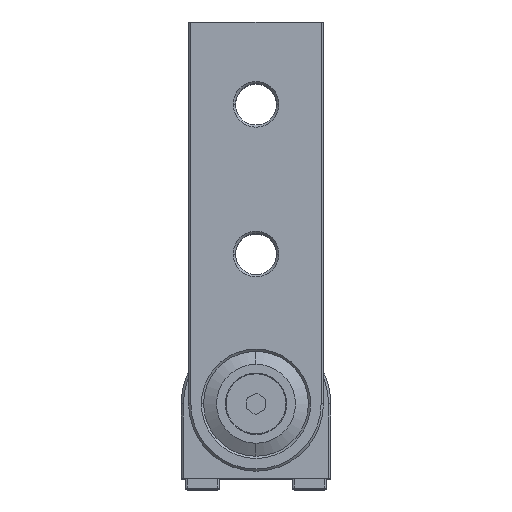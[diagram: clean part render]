
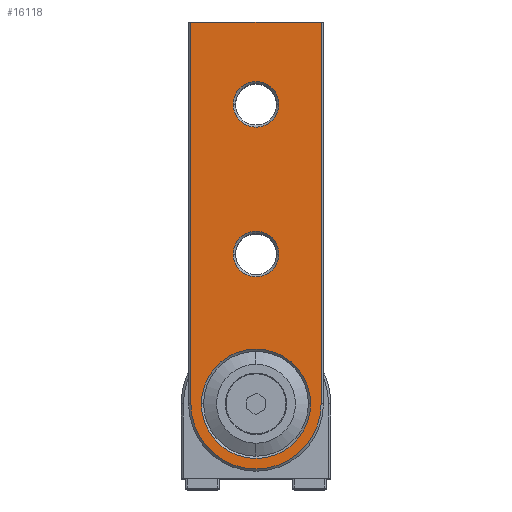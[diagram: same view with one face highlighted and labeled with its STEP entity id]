
A CAD part, top view. The second image highlights one B-rep face of the part: STEP entity #16118.
In plain terms, the highlighted planar face has unit normal (0, 0, 1).
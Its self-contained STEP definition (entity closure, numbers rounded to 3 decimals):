
#514 = CARTESIAN_POINT ( 'NONE',  ( -9., -51., 0. ) ) ;
#946 = EDGE_LOOP ( 'NONE', ( #10459, #12793, #7325, #8522 ) ) ;
#1196 = AXIS2_PLACEMENT_3D ( 'NONE', #6090, #16358, #7617 ) ;
#1315 = EDGE_CURVE ( 'NONE', #18188, #10662, #4047, .T. ) ;
#1432 = EDGE_CURVE ( 'NONE', #8685, #2260, #11252, .T. ) ;
#1563 = EDGE_CURVE ( 'NONE', #8767, #17005, #8934, .T. ) ;
#1638 = EDGE_CURVE ( 'NONE', #13494, #1791, #10985, .T. ) ;
#1679 = LINE ( 'NONE', #514, #13474 ) ;
#1694 = EDGE_CURVE ( 'NONE', #1791, #14739, #14833, .T. ) ;
#1791 = VERTEX_POINT ( 'NONE', #12383 ) ;
#1809 = EDGE_CURVE ( 'NONE', #14739, #17252, #1679, .T. ) ;
#1906 = CARTESIAN_POINT ( 'NONE',  ( 0., 0., 0. ) ) ;
#2056 = EDGE_CURVE ( 'NONE', #17252, #13494, #2390, .T. ) ;
#2260 = VERTEX_POINT ( 'NONE', #10573 ) ;
#2390 = LINE ( 'NONE', #4882, #5856 ) ;
#2951 = FACE_BOUND ( 'NONE', #16867, .T. ) ;
#3411 = DIRECTION ( 'NONE',  ( 1., 0., 0. ) ) ;
#3872 = CARTESIAN_POINT ( 'NONE',  ( 7.3, 0., 0. ) ) ;
#3873 = CARTESIAN_POINT ( 'NONE',  ( 0., 0., 0. ) ) ;
#4047 = CIRCLE ( 'NONE', #16385, 7.3 ) ;
#4149 = EDGE_LOOP ( 'NONE', ( #13754, #10162 ) ) ;
#4206 = CARTESIAN_POINT ( 'NONE',  ( -3.05, -40., 0. ) ) ;
#4882 = CARTESIAN_POINT ( 'NONE',  ( 8.7, 0., 0. ) ) ;
#5359 = DIRECTION ( 'NONE',  ( 1., 0., 0. ) ) ;
#5479 = AXIS2_PLACEMENT_3D ( 'NONE', #12646, #16984, #8258 ) ;
#5834 = DIRECTION ( 'NONE',  ( 0., 0., -1. ) ) ;
#5856 = VECTOR ( 'NONE', #6367, 1000. ) ;
#5885 = CARTESIAN_POINT ( 'NONE',  ( 0., -20., 0. ) ) ;
#5998 = ORIENTED_EDGE ( 'NONE', *, *, #17779, .T. ) ;
#6090 = CARTESIAN_POINT ( 'NONE',  ( 0., 0., 0. ) ) ;
#6329 = CARTESIAN_POINT ( 'NONE',  ( -8.7, -51., 0. ) ) ;
#6367 = DIRECTION ( 'NONE',  ( 0., 1., 0. ) ) ;
#6467 = DIRECTION ( 'NONE',  ( 1., 0., 0. ) ) ;
#6545 = VECTOR ( 'NONE', #8040, 1000. ) ;
#7325 = ORIENTED_EDGE ( 'NONE', *, *, #1809, .T. ) ;
#7412 = DIRECTION ( 'NONE',  ( 1., 0., 0. ) ) ;
#7617 = DIRECTION ( 'NONE',  ( 1., 0., 0. ) ) ;
#8040 = DIRECTION ( 'NONE',  ( 0., -1., 0. ) ) ;
#8157 = DIRECTION ( 'NONE',  ( 0., 0., -1. ) ) ;
#8198 = PLANE ( 'NONE',  #5479 ) ;
#8258 = DIRECTION ( 'NONE',  ( 1., 0., 0. ) ) ;
#8522 = ORIENTED_EDGE ( 'NONE', *, *, #2056, .T. ) ;
#8685 = VERTEX_POINT ( 'NONE', #4206 ) ;
#8767 = VERTEX_POINT ( 'NONE', #17654 ) ;
#8902 = CARTESIAN_POINT ( 'NONE',  ( 0., -20., 0. ) ) ;
#8934 = CIRCLE ( 'NONE', #15333, 3.05 ) ;
#9459 = CARTESIAN_POINT ( 'NONE',  ( 3.05, -20., 0. ) ) ;
#10162 = ORIENTED_EDGE ( 'NONE', *, *, #1432, .T. ) ;
#10356 = CIRCLE ( 'NONE', #17176, 3.05 ) ;
#10383 = DIRECTION ( 'NONE',  ( 1., 0., 0. ) ) ;
#10459 = ORIENTED_EDGE ( 'NONE', *, *, #1638, .T. ) ;
#10573 = CARTESIAN_POINT ( 'NONE',  ( 3.05, -40., 0. ) ) ;
#10662 = VERTEX_POINT ( 'NONE', #3872 ) ;
#10985 = CIRCLE ( 'NONE', #15044, 8.7 ) ;
#11035 = CARTESIAN_POINT ( 'NONE',  ( 8.7, 0., 0. ) ) ;
#11252 = CIRCLE ( 'NONE', #15808, 3.05 ) ;
#11347 = FACE_BOUND ( 'NONE', #17082, .T. ) ;
#11951 = AXIS2_PLACEMENT_3D ( 'NONE', #16871, #8157, #18331 ) ;
#12292 = DIRECTION ( 'NONE',  ( 0., 0., 1. ) ) ;
#12383 = CARTESIAN_POINT ( 'NONE',  ( -8.7, 0., 0. ) ) ;
#12646 = CARTESIAN_POINT ( 'NONE',  ( 0., 0., 0. ) ) ;
#12793 = ORIENTED_EDGE ( 'NONE', *, *, #1694, .T. ) ;
#12836 = CARTESIAN_POINT ( 'NONE',  ( -7.3, 0., 0. ) ) ;
#13474 = VECTOR ( 'NONE', #6467, 1000. ) ;
#13494 = VERTEX_POINT ( 'NONE', #11035 ) ;
#13754 = ORIENTED_EDGE ( 'NONE', *, *, #18771, .T. ) ;
#14203 = DIRECTION ( 'NONE',  ( 0., 0., -1. ) ) ;
#14289 = FACE_OUTER_BOUND ( 'NONE', #946, .T. ) ;
#14503 = CARTESIAN_POINT ( 'NONE',  ( 8.7, -51., 0. ) ) ;
#14605 = ORIENTED_EDGE ( 'NONE', *, *, #17429, .T. ) ;
#14647 = CARTESIAN_POINT ( 'NONE',  ( 0., -40., 0. ) ) ;
#14739 = VERTEX_POINT ( 'NONE', #6329 ) ;
#14833 = LINE ( 'NONE', #15238, #6545 ) ;
#15044 = AXIS2_PLACEMENT_3D ( 'NONE', #1906, #12292, #3411 ) ;
#15238 = CARTESIAN_POINT ( 'NONE',  ( -8.7, 0., 0. ) ) ;
#15294 = ORIENTED_EDGE ( 'NONE', *, *, #1563, .T. ) ;
#15321 = CIRCLE ( 'NONE', #1196, 7.3 ) ;
#15333 = AXIS2_PLACEMENT_3D ( 'NONE', #8902, #19059, #10383 ) ;
#15808 = AXIS2_PLACEMENT_3D ( 'NONE', #14647, #5834, #16103 ) ;
#16103 = DIRECTION ( 'NONE',  ( 1., 0., 0. ) ) ;
#16118 = ADVANCED_FACE ( 'NONE', ( #11347, #18079, #2951, #14289 ), #8198, .T. ) ;
#16156 = DIRECTION ( 'NONE',  ( 0., 0., -1. ) ) ;
#16358 = DIRECTION ( 'NONE',  ( 0., 0., -1. ) ) ;
#16385 = AXIS2_PLACEMENT_3D ( 'NONE', #3873, #14203, #5359 ) ;
#16867 = EDGE_LOOP ( 'NONE', ( #5998, #15294 ) ) ;
#16871 = CARTESIAN_POINT ( 'NONE',  ( 0., -40., 0. ) ) ;
#16984 = DIRECTION ( 'NONE',  ( 0., 0., 1. ) ) ;
#17005 = VERTEX_POINT ( 'NONE', #9459 ) ;
#17082 = EDGE_LOOP ( 'NONE', ( #14605, #18044 ) ) ;
#17176 = AXIS2_PLACEMENT_3D ( 'NONE', #5885, #16156, #7412 ) ;
#17252 = VERTEX_POINT ( 'NONE', #14503 ) ;
#17429 = EDGE_CURVE ( 'NONE', #10662, #18188, #15321, .T. ) ;
#17654 = CARTESIAN_POINT ( 'NONE',  ( -3.05, -20., 0. ) ) ;
#17779 = EDGE_CURVE ( 'NONE', #17005, #8767, #10356, .T. ) ;
#18044 = ORIENTED_EDGE ( 'NONE', *, *, #1315, .T. ) ;
#18079 = FACE_BOUND ( 'NONE', #4149, .T. ) ;
#18188 = VERTEX_POINT ( 'NONE', #12836 ) ;
#18331 = DIRECTION ( 'NONE',  ( 1., 0., 0. ) ) ;
#18476 = CIRCLE ( 'NONE', #11951, 3.05 ) ;
#18771 = EDGE_CURVE ( 'NONE', #2260, #8685, #18476, .T. ) ;
#19059 = DIRECTION ( 'NONE',  ( 0., 0., -1. ) ) ;
